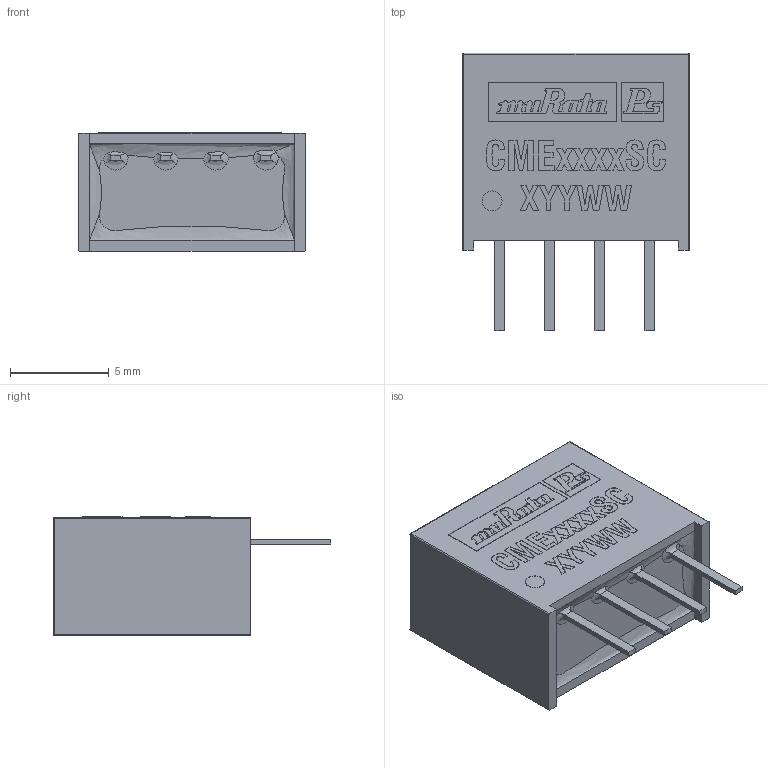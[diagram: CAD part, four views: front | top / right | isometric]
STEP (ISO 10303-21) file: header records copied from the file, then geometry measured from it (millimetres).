
FILE_DESCRIPTION (( 'STEP AP214' ), '1' );
FILE_NAME ('mps_dcdc_cme_sc_a.STEP', '2014-10-04T17:24:57', ( '' ), ( '' ), 'SwSTEP 2.0', 'SolidWorks 2014', '' );
FILE_SCHEMA (( 'AUTOMOTIVE_DESIGN' ));
Length unit declared in the file: millimetre
Products named in the file (1): mps_dcdc_cme_sc_a
Bounding box: 11.5 x 14.1 x 6.02 mm (x, y, z)
Volume: 294.5 mm3; surface area: 1016.2 mm2
Topology: 29 solids, 29 shells, 523 faces, 1386 edges, 917 vertices
Faces by surface type: plane 344, cylinder 119, bspline 56, sphere 4
Full cylindrical faces by diameter (mm): 1 x1
Entity records: 24762 total; most frequent: CARTESIAN_POINT 5954, ORIENTED_EDGE 2762, DIRECTION 2408, EDGE_CURVE 1381, VECTOR 996, LINE 996, VERTEX_POINT 917, AXIS2_PLACEMENT_3D 706
